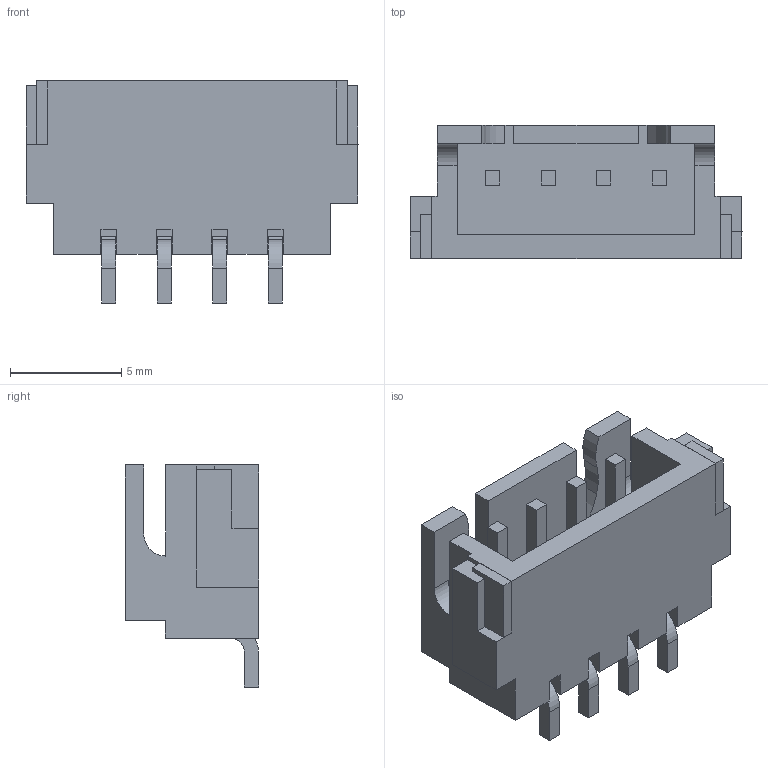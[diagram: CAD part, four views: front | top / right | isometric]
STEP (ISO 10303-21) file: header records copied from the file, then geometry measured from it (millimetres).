
FILE_DESCRIPTION( ( '' ), ' ' );
FILE_NAME( '598580f2d18346113833ce7b.step', '2017-08-05T08:25:23', ( '' ), ( '' ), ' ', ' ', ' ' );
FILE_SCHEMA( ( 'AUTOMOTIVE_DESIGN { 1 0 10303 214 1 1 1 1 }' ) );
Length unit declared in the file: metre
Products named in the file (11): S4B-XH-SM4 (2); S4B-XH-SM4 (3); S4B-XH-SM4 (4); S4B-XH-SM4 (5); S4B-XH-SM4 (12); S4B-XH-SM4 (13); S4B-XH-SM4 (14); S4B-XH-SM4 (15); S4B-XH-SM4 (18); Part 10; Part 11
Bounding box: 14.95 x 6 x 10 mm (x, y, z)
Volume: 365.5 mm3; surface area: 748.9 mm2
Topology: 11 solids, 11 shells, 168 faces, 438 edges, 300 vertices
Faces by surface type: plane 144, cylinder 24
Entity records: 6582 total; most frequent: CARTESIAN_POINT 917, ORIENTED_EDGE 876, DIRECTION 844, EDGE_CURVE 438, LINE 390, VECTOR 390, VERTEX_POINT 300, AXIS2_PLACEMENT_3D 227
